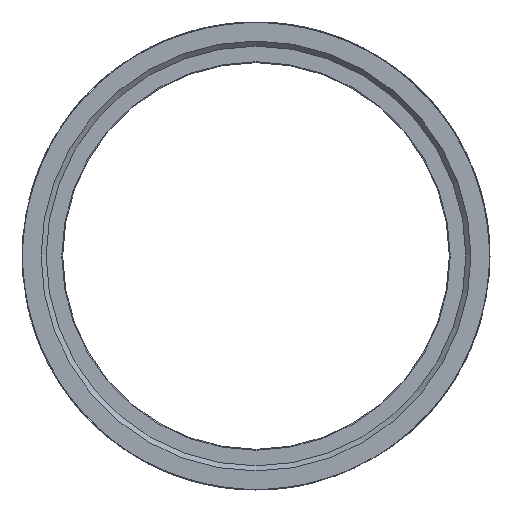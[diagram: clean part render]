
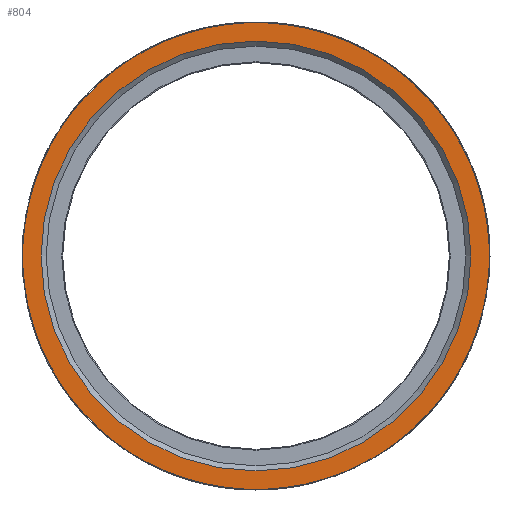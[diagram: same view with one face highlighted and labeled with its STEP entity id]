
A CAD part, left-side view. The second image highlights one B-rep face of the part: STEP entity #804.
In plain terms, the highlighted planar face has unit normal (-1, 0, 0).
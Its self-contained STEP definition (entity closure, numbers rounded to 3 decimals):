
#804=ADVANCED_FACE('',(#949,#950),#937,.F.);
#937=PLANE('',#3686);
#949=FACE_BOUND('',#1156,.T.);
#950=FACE_BOUND('',#1157,.T.);
#1156=EDGE_LOOP('',(#1428));
#1157=EDGE_LOOP('',(#1429));
#1428=ORIENTED_EDGE('',*,*,#3074,.T.);
#1429=ORIENTED_EDGE('',*,*,#3073,.T.);
#2523=VERTEX_POINT('',#4267);
#2524=VERTEX_POINT('',#4270);
#3073=EDGE_CURVE('',#2523,#2523,#3623,.T.);
#3074=EDGE_CURVE('',#2524,#2524,#3624,.T.);
#3623=CIRCLE('',#3683,23.);
#3624=CIRCLE('',#3685,21.125);
#3683=AXIS2_PLACEMENT_3D('',#4266,#3887,#3888);
#3685=AXIS2_PLACEMENT_3D('',#4269,#3891,#3892);
#3686=AXIS2_PLACEMENT_3D('',#4271,#3893,#3894);
#3887=DIRECTION('',(-1.,0.,0.));
#3888=DIRECTION('',(0.,0.,1.));
#3891=DIRECTION('',(1.,0.,0.));
#3892=DIRECTION('',(0.,0.,-1.));
#3893=DIRECTION('',(1.,0.,0.));
#3894=DIRECTION('',(0.,0.,-1.));
#4266=CARTESIAN_POINT('',(0.,0.,0.));
#4267=CARTESIAN_POINT('',(0.,0.,23.));
#4269=CARTESIAN_POINT('',(0.,0.,0.));
#4270=CARTESIAN_POINT('',(0.,0.,-21.125));
#4271=CARTESIAN_POINT('',(0.,23.,0.));
